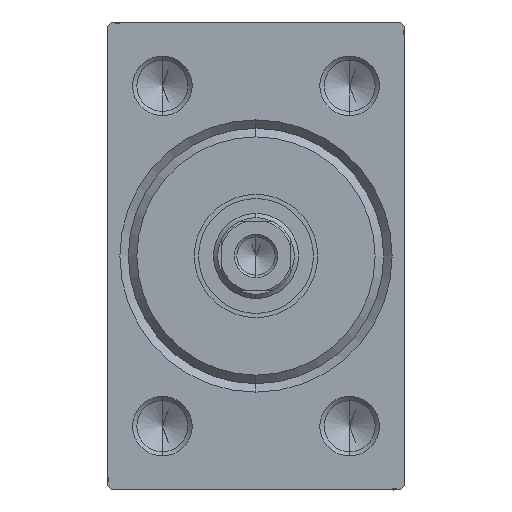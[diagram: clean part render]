
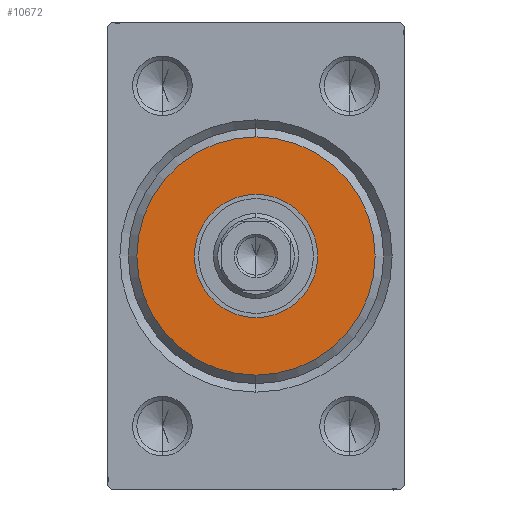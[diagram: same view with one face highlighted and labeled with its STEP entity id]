
A CAD part, left-side view. The second image highlights one B-rep face of the part: STEP entity #10672.
In plain terms, the highlighted face is planar.
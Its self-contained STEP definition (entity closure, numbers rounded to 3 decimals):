
#364 = CIRCLE ( 'NONE', #18402, 14. ) ;
#2339 = CARTESIAN_POINT ( 'NONE',  ( 3., 0., -14. ) ) ;
#5626 = CARTESIAN_POINT ( 'NONE',  ( 3., 0., 0. ) ) ;
#7579 = EDGE_CURVE ( 'NONE', #8480, #39187, #26474, .T. ) ;
#8480 = VERTEX_POINT ( 'NONE', #38522 ) ;
#9144 = DIRECTION ( 'NONE',  ( 0., 0., -1. ) ) ;
#9224 = AXIS2_PLACEMENT_3D ( 'NONE', #41937, #17957, #38532 ) ;
#9452 = CARTESIAN_POINT ( 'NONE',  ( 3., 0., 0. ) ) ;
#9698 = VERTEX_POINT ( 'NONE', #30172 ) ;
#10672 = ADVANCED_FACE ( 'NONE', ( #17285, #14786 ), #27677, .T. ) ;
#12072 = CARTESIAN_POINT ( 'NONE',  ( 3., 0., -7.25 ) ) ;
#13407 = CIRCLE ( 'NONE', #18469, 14. ) ;
#14586 = AXIS2_PLACEMENT_3D ( 'NONE', #19089, #40113, #9144 ) ;
#14786 = FACE_BOUND ( 'NONE', #15302, .T. ) ;
#15302 = EDGE_LOOP ( 'NONE', ( #43326, #31895 ) ) ;
#16159 = VERTEX_POINT ( 'NONE', #2339 ) ;
#17285 = FACE_OUTER_BOUND ( 'NONE', #22534, .T. ) ;
#17957 = DIRECTION ( 'NONE',  ( 1., 0., 0. ) ) ;
#18402 = AXIS2_PLACEMENT_3D ( 'NONE', #5626, #43612, #39776 ) ;
#18469 = AXIS2_PLACEMENT_3D ( 'NONE', #9452, #19164, #32973 ) ;
#19089 = CARTESIAN_POINT ( 'NONE',  ( 3., 0., 0. ) ) ;
#19164 = DIRECTION ( 'NONE',  ( 1., 0., 0. ) ) ;
#19994 = AXIS2_PLACEMENT_3D ( 'NONE', #21716, #31677, #42960 ) ;
#21716 = CARTESIAN_POINT ( 'NONE',  ( 3., 0., 0. ) ) ;
#22534 = EDGE_LOOP ( 'NONE', ( #35412, #42313 ) ) ;
#25072 = EDGE_CURVE ( 'NONE', #39187, #8480, #31161, .T. ) ;
#26474 = CIRCLE ( 'NONE', #19994, 7.25 ) ;
#27677 = PLANE ( 'NONE',  #9224 ) ;
#30172 = CARTESIAN_POINT ( 'NONE',  ( 3., 0., 14. ) ) ;
#31161 = CIRCLE ( 'NONE', #14586, 7.25 ) ;
#31677 = DIRECTION ( 'NONE',  ( 1., 0., 0. ) ) ;
#31895 = ORIENTED_EDGE ( 'NONE', *, *, #7579, .F. ) ;
#32973 = DIRECTION ( 'NONE',  ( 0., 0., -1. ) ) ;
#34355 = EDGE_CURVE ( 'NONE', #16159, #9698, #13407, .T. ) ;
#35412 = ORIENTED_EDGE ( 'NONE', *, *, #36912, .T. ) ;
#36912 = EDGE_CURVE ( 'NONE', #9698, #16159, #364, .T. ) ;
#38522 = CARTESIAN_POINT ( 'NONE',  ( 3., 0., 7.25 ) ) ;
#38532 = DIRECTION ( 'NONE',  ( 0., 0., -1. ) ) ;
#39187 = VERTEX_POINT ( 'NONE', #12072 ) ;
#39776 = DIRECTION ( 'NONE',  ( 0., 0., -1. ) ) ;
#40113 = DIRECTION ( 'NONE',  ( 1., 0., 0. ) ) ;
#41937 = CARTESIAN_POINT ( 'NONE',  ( 3., 0., 0. ) ) ;
#42313 = ORIENTED_EDGE ( 'NONE', *, *, #34355, .T. ) ;
#42960 = DIRECTION ( 'NONE',  ( 0., 0., -1. ) ) ;
#43326 = ORIENTED_EDGE ( 'NONE', *, *, #25072, .F. ) ;
#43612 = DIRECTION ( 'NONE',  ( 1., 0., 0. ) ) ;
